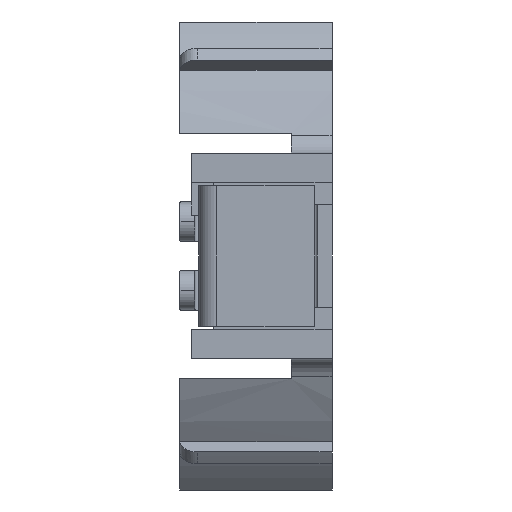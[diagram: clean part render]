
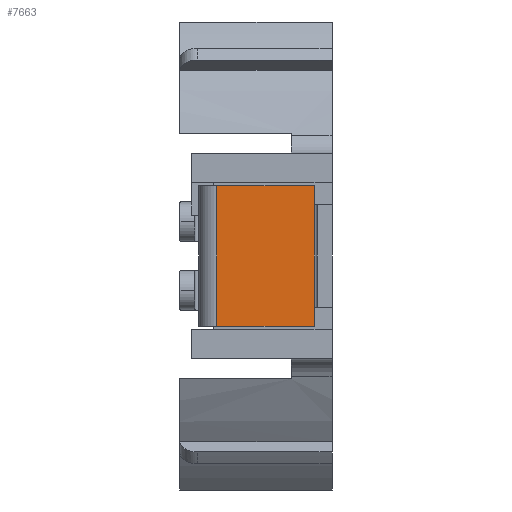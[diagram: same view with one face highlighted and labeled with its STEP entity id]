
A CAD part, left-side view. The second image highlights one B-rep face of the part: STEP entity #7663.
In plain terms, the highlighted planar face has unit normal (-1, 0, 0).
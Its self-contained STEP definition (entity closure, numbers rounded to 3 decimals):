
#136 = ORIENTED_EDGE ( 'NONE', *, *, #5080, .T. ) ;
#140 = LINE ( 'NONE', #5985, #4622 ) ;
#421 = CARTESIAN_POINT ( 'NONE',  ( -14.15, 0.608, 2.4 ) ) ;
#465 = CARTESIAN_POINT ( 'NONE',  ( -14.15, 0.608, 1.75 ) ) ;
#919 = PLANE ( 'NONE',  #7246 ) ;
#1088 = LINE ( 'NONE', #4703, #3924 ) ;
#1247 = CARTESIAN_POINT ( 'NONE',  ( -14.15, 0., 2.4 ) ) ;
#1290 = CARTESIAN_POINT ( 'NONE',  ( -14.15, 0.608, -10.469 ) ) ;
#1370 = CARTESIAN_POINT ( 'NONE',  ( -14.15, 0.608, -10.469 ) ) ;
#1497 = FACE_OUTER_BOUND ( 'NONE', #2603, .T. ) ;
#1770 = VECTOR ( 'NONE', #3061, 1000. ) ;
#1990 = EDGE_CURVE ( 'NONE', #2011, #5486, #7255, .T. ) ;
#2011 = VERTEX_POINT ( 'NONE', #2533 ) ;
#2084 = VERTEX_POINT ( 'NONE', #421 ) ;
#2120 = DIRECTION ( 'NONE',  ( 1., 0., 0. ) ) ;
#2294 = EDGE_CURVE ( 'NONE', #2011, #5172, #1088, .T. ) ;
#2499 = ORIENTED_EDGE ( 'NONE', *, *, #6709, .T. ) ;
#2533 = CARTESIAN_POINT ( 'NONE',  ( -14.15, 3.942, -2.4 ) ) ;
#2579 = DIRECTION ( 'NONE',  ( 0., 0., 1. ) ) ;
#2603 = EDGE_LOOP ( 'NONE', ( #4719, #2499, #3653, #136, #7190, #7152 ) ) ;
#2608 = DIRECTION ( 'NONE',  ( 0., 0., 1. ) ) ;
#2653 = CARTESIAN_POINT ( 'NONE',  ( -14.15, 3.942, -10.469 ) ) ;
#3061 = DIRECTION ( 'NONE',  ( 0., 0., 1. ) ) ;
#3489 = VERTEX_POINT ( 'NONE', #465 ) ;
#3500 = VECTOR ( 'NONE', #2579, 1000. ) ;
#3565 = LINE ( 'NONE', #1247, #7585 ) ;
#3653 = ORIENTED_EDGE ( 'NONE', *, *, #5832, .T. ) ;
#3924 = VECTOR ( 'NONE', #6514, 1000. ) ;
#3949 = CARTESIAN_POINT ( 'NONE',  ( -14.15, 0.608, -2.4 ) ) ;
#4357 = DIRECTION ( 'NONE',  ( 0., 0., 1. ) ) ;
#4622 = VECTOR ( 'NONE', #4357, 1000. ) ;
#4703 = CARTESIAN_POINT ( 'NONE',  ( -14.15, 0., -2.4 ) ) ;
#4719 = ORIENTED_EDGE ( 'NONE', *, *, #2294, .T. ) ;
#4930 = EDGE_CURVE ( 'NONE', #5486, #2084, #3565, .T. ) ;
#5074 = CARTESIAN_POINT ( 'NONE',  ( -14.15, 0.608, -1.75 ) ) ;
#5080 = EDGE_CURVE ( 'NONE', #3489, #2084, #5625, .T. ) ;
#5125 = CARTESIAN_POINT ( 'NONE',  ( -14.15, 0., -10.469 ) ) ;
#5172 = VERTEX_POINT ( 'NONE', #3949 ) ;
#5486 = VERTEX_POINT ( 'NONE', #6113 ) ;
#5625 = LINE ( 'NONE', #1370, #3500 ) ;
#5676 = DIRECTION ( 'NONE',  ( 0., 0., -1. ) ) ;
#5832 = EDGE_CURVE ( 'NONE', #6759, #3489, #140, .T. ) ;
#5933 = DIRECTION ( 'NONE',  ( 0., -1., 0. ) ) ;
#5985 = CARTESIAN_POINT ( 'NONE',  ( -14.15, 0.608, -10.469 ) ) ;
#6113 = CARTESIAN_POINT ( 'NONE',  ( -14.15, 3.942, 2.4 ) ) ;
#6280 = VECTOR ( 'NONE', #2608, 1000. ) ;
#6514 = DIRECTION ( 'NONE',  ( 0., -1., 0. ) ) ;
#6639 = LINE ( 'NONE', #1290, #1770 ) ;
#6709 = EDGE_CURVE ( 'NONE', #5172, #6759, #6639, .T. ) ;
#6759 = VERTEX_POINT ( 'NONE', #5074 ) ;
#7152 = ORIENTED_EDGE ( 'NONE', *, *, #1990, .F. ) ;
#7190 = ORIENTED_EDGE ( 'NONE', *, *, #4930, .F. ) ;
#7246 = AXIS2_PLACEMENT_3D ( 'NONE', #5125, #2120, #5676 ) ;
#7255 = LINE ( 'NONE', #2653, #6280 ) ;
#7585 = VECTOR ( 'NONE', #5933, 1000. ) ;
#7663 = ADVANCED_FACE ( 'NONE', ( #1497 ), #919, .F. ) ;
